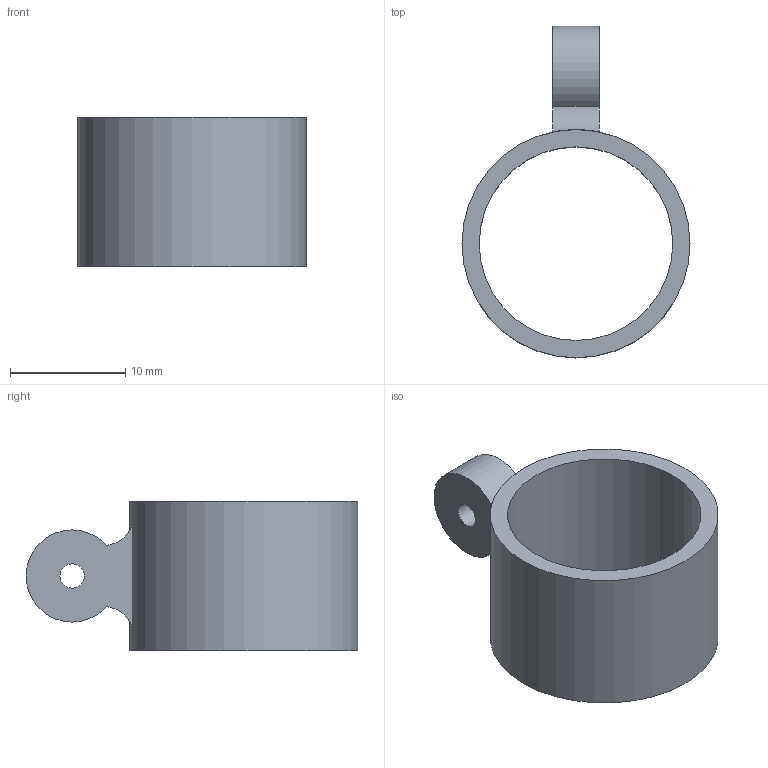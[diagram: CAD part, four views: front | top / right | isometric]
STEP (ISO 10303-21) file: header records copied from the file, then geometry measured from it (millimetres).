
FILE_DESCRIPTION(/* description */ (''),/* implementation_level */ '2;1');
FILE_NAME(/* name */ 'Ring_FingerV2D2.ipt.stp',/* time_stamp */ '2021-06-20T10:02:29-05:00',/* author */ ('svale'),/* organization */ (''),/* preprocessor_version */ 'ST-DEVELOPER v18.1',/* originating_system */ 'Autodesk Inventor 2021',/* authorisation */ '');
FILE_SCHEMA (('AUTOMOTIVE_DESIGN { 1 0 10303 214 3 1 1 }'));
Length unit declared in the file: millimetre
Products named in the file (1): Ring_FingerV2D2
Bounding box: 19.8 x 28.8 x 13 mm (x, y, z)
Volume: 1345.4 mm3; surface area: 1873.5 mm2
Topology: 1 solids, 1 shells, 10 faces, 24 edges, 17 vertices
Faces by surface type: cylinder 6, plane 4
Full cylindrical faces by diameter (mm): 2.113 x1, 16.8 x1, 19.8 x1
Entity records: 379 total; most frequent: CARTESIAN_POINT 79, DIRECTION 59, ORIENTED_EDGE 48, AXIS2_PLACEMENT_3D 26, EDGE_CURVE 24, VERTEX_POINT 17, EDGE_LOOP 15, CIRCLE 15
